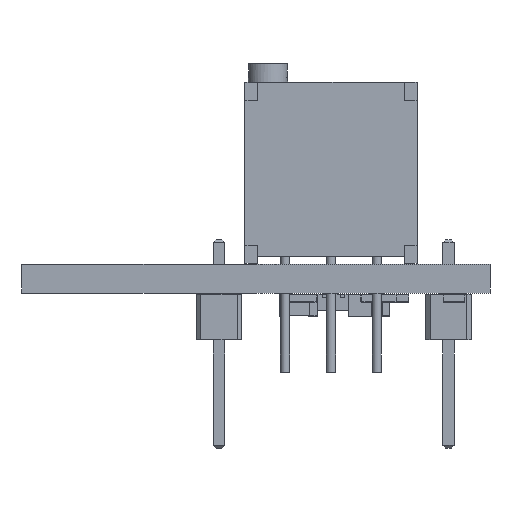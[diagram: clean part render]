
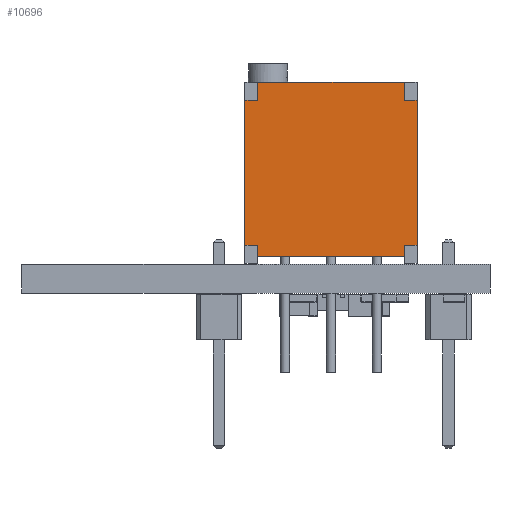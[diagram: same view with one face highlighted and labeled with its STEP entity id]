
A CAD part, front view. The second image highlights one B-rep face of the part: STEP entity #10696.
In plain terms, the highlighted face is planar.
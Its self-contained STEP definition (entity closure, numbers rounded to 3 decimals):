
#524=FACE_OUTER_BOUND('',#1076,.T.);
#1076=EDGE_LOOP('',(#7816,#7817,#7818,#7819,#7820,#7821,#7822,#7823,#7824,
#7825,#7826,#7827));
#2197=LINE('',#15936,#3466);
#2198=LINE('',#15938,#3467);
#2199=LINE('',#15940,#3468);
#2200=LINE('',#15942,#3469);
#2201=LINE('',#15944,#3470);
#2202=LINE('',#15946,#3471);
#2203=LINE('',#15948,#3472);
#2204=LINE('',#15950,#3473);
#2205=LINE('',#15952,#3474);
#2206=LINE('',#15954,#3475);
#2207=LINE('',#15956,#3476);
#2208=LINE('',#15957,#3477);
#3466=VECTOR('',#13019,1.);
#3467=VECTOR('',#13020,1.);
#3468=VECTOR('',#13021,1.);
#3469=VECTOR('',#13022,1.);
#3470=VECTOR('',#13023,1.);
#3471=VECTOR('',#13024,1.);
#3472=VECTOR('',#13025,1.);
#3473=VECTOR('',#13026,1.);
#3474=VECTOR('',#13027,1.);
#3475=VECTOR('',#13028,1.);
#3476=VECTOR('',#13029,1.);
#3477=VECTOR('',#13030,1.);
#4615=VERTEX_POINT('',#15934);
#4616=VERTEX_POINT('',#15935);
#4617=VERTEX_POINT('',#15937);
#4618=VERTEX_POINT('',#15939);
#4619=VERTEX_POINT('',#15941);
#4620=VERTEX_POINT('',#15943);
#4621=VERTEX_POINT('',#15945);
#4622=VERTEX_POINT('',#15947);
#4623=VERTEX_POINT('',#15949);
#4624=VERTEX_POINT('',#15951);
#4625=VERTEX_POINT('',#15953);
#4626=VERTEX_POINT('',#15955);
#5759=EDGE_CURVE('',#4615,#4616,#2197,.T.);
#5760=EDGE_CURVE('',#4617,#4616,#2198,.T.);
#5761=EDGE_CURVE('',#4617,#4618,#2199,.T.);
#5762=EDGE_CURVE('',#4618,#4619,#2200,.T.);
#5763=EDGE_CURVE('',#4620,#4619,#2201,.T.);
#5764=EDGE_CURVE('',#4621,#4620,#2202,.T.);
#5765=EDGE_CURVE('',#4622,#4621,#2203,.T.);
#5766=EDGE_CURVE('',#4622,#4623,#2204,.T.);
#5767=EDGE_CURVE('',#4624,#4623,#2205,.T.);
#5768=EDGE_CURVE('',#4625,#4624,#2206,.T.);
#5769=EDGE_CURVE('',#4625,#4626,#2207,.T.);
#5770=EDGE_CURVE('',#4626,#4615,#2208,.T.);
#7816=ORIENTED_EDGE('',*,*,#5759,.T.);
#7817=ORIENTED_EDGE('',*,*,#5760,.F.);
#7818=ORIENTED_EDGE('',*,*,#5761,.T.);
#7819=ORIENTED_EDGE('',*,*,#5762,.T.);
#7820=ORIENTED_EDGE('',*,*,#5763,.F.);
#7821=ORIENTED_EDGE('',*,*,#5764,.F.);
#7822=ORIENTED_EDGE('',*,*,#5765,.F.);
#7823=ORIENTED_EDGE('',*,*,#5766,.T.);
#7824=ORIENTED_EDGE('',*,*,#5767,.F.);
#7825=ORIENTED_EDGE('',*,*,#5768,.F.);
#7826=ORIENTED_EDGE('',*,*,#5769,.T.);
#7827=ORIENTED_EDGE('',*,*,#5770,.T.);
#9675=PLANE('',#11420);
#10696=ADVANCED_FACE('',(#524),#9675,.F.);
#11420=AXIS2_PLACEMENT_3D('',#15933,#13017,#13018);
#13017=DIRECTION('center_axis',(0.,-1.,0.));
#13018=DIRECTION('ref_axis',(0.,0.,-1.));
#13019=DIRECTION('',(1.,0.,0.));
#13020=DIRECTION('',(0.,0.,1.));
#13021=DIRECTION('',(1.,0.,0.));
#13022=DIRECTION('',(0.,0.,-1.));
#13023=DIRECTION('',(1.,0.,0.));
#13024=DIRECTION('',(0.,0.,1.));
#13025=DIRECTION('',(1.,0.,0.));
#13026=DIRECTION('',(0.,0.,1.));
#13027=DIRECTION('',(1.,0.,0.));
#13028=DIRECTION('',(0.,0.,-1.));
#13029=DIRECTION('',(1.,0.,0.));
#13030=DIRECTION('',(0.,0.,1.));
#15933=CARTESIAN_POINT('Origin',(-7.305,2.03,10.03));
#15934=CARTESIAN_POINT('',(-6.605,2.03,10.03));
#15935=CARTESIAN_POINT('',(1.525,2.03,10.03));
#15936=CARTESIAN_POINT('',(-7.305,2.03,10.03));
#15937=CARTESIAN_POINT('',(1.525,2.03,9.03));
#15938=CARTESIAN_POINT('',(1.525,2.03,10.03));
#15939=CARTESIAN_POINT('',(2.225,2.03,9.03));
#15940=CARTESIAN_POINT('',(-2.89,2.03,9.03));
#15941=CARTESIAN_POINT('',(2.225,2.03,1.));
#15942=CARTESIAN_POINT('',(2.225,2.03,10.03));
#15943=CARTESIAN_POINT('',(1.525,2.03,1.));
#15944=CARTESIAN_POINT('',(-2.89,2.03,1.));
#15945=CARTESIAN_POINT('',(1.525,2.03,0.38));
#15946=CARTESIAN_POINT('',(1.525,2.03,5.515));
#15947=CARTESIAN_POINT('',(-6.605,2.03,0.38));
#15948=CARTESIAN_POINT('',(-7.305,2.03,0.38));
#15949=CARTESIAN_POINT('',(-6.605,2.03,1.));
#15950=CARTESIAN_POINT('',(-6.605,2.03,5.515));
#15951=CARTESIAN_POINT('',(-7.305,2.03,1.));
#15952=CARTESIAN_POINT('',(-7.305,2.03,1.));
#15953=CARTESIAN_POINT('',(-7.305,2.03,9.03));
#15954=CARTESIAN_POINT('',(-7.305,2.03,10.03));
#15955=CARTESIAN_POINT('',(-6.605,2.03,9.03));
#15956=CARTESIAN_POINT('',(-7.305,2.03,9.03));
#15957=CARTESIAN_POINT('',(-6.605,2.03,10.03));
